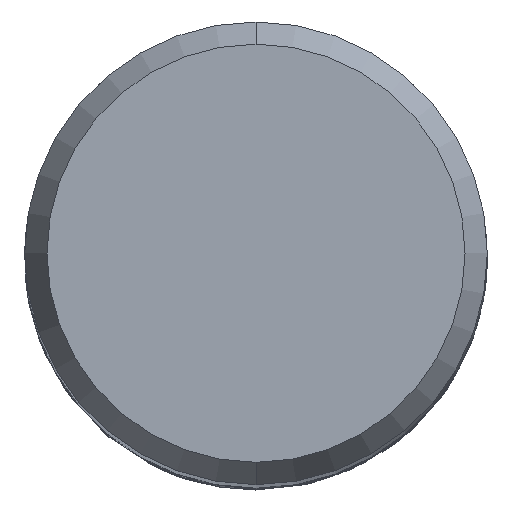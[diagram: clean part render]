
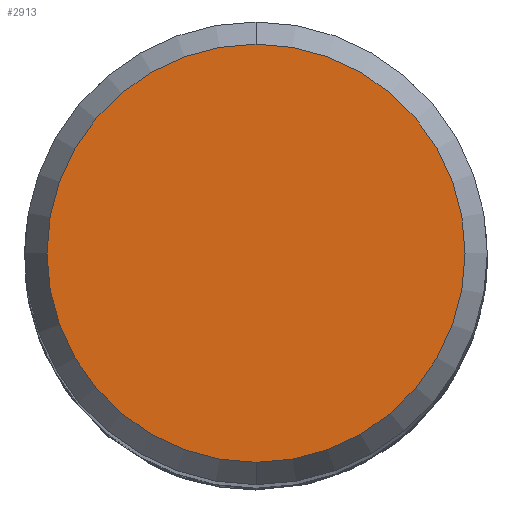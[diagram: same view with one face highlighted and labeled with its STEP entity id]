
A CAD part, top view. The second image highlights one B-rep face of the part: STEP entity #2913.
In plain terms, the highlighted planar face has unit normal (0, 0, 1).
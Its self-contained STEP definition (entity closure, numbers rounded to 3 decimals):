
#1931=VERTEX_POINT('',#4090);
#2261=EDGE_CURVE('',#1931,#2449,#4453,.T.);
#2341=EDGE_CURVE('',#2449,#1931,#4541,.T.);
#2449=VERTEX_POINT('',#4659);
#2913=ADVANCED_FACE('',(#5162),#5163,.T.);
#4090=CARTESIAN_POINT('',(0.0,5.423,0.0));
#4453=CIRCLE('',#17251,5.423);
#4541=CIRCLE('',#18549,5.423);
#4659=CARTESIAN_POINT('',(0.,-5.423,0.0));
#5162=FACE_OUTER_BOUND('',#24945,.T.);
#5163=PLANE('',#24946);
#17251=AXIS2_PLACEMENT_3D('',#28054,#28055,#28056);
#18549=AXIS2_PLACEMENT_3D('',#28160,#28161,#28162);
#24945=EDGE_LOOP('',(#28806,#28807));
#24946=AXIS2_PLACEMENT_3D('',#28808,#28809,#28810);
#28054=CARTESIAN_POINT('',(0.0,0.0,0.0));
#28055=DIRECTION('',(0.0,0.0,-1.0));
#28056=DIRECTION('',(0.0,1.0,0.0));
#28160=CARTESIAN_POINT('',(0.0,0.0,0.0));
#28161=DIRECTION('',(0.0,0.0,-1.0));
#28162=DIRECTION('',(0.0,1.0,0.0));
#28806=ORIENTED_EDGE('',*,*,#2261,.F.);
#28807=ORIENTED_EDGE('',*,*,#2341,.F.);
#28808=CARTESIAN_POINT('',(0.0,2.711,0.0));
#28809=DIRECTION('',(-0.0,0.0,1.0));
#28810=DIRECTION('',(0.0,-1.0,0.0));
